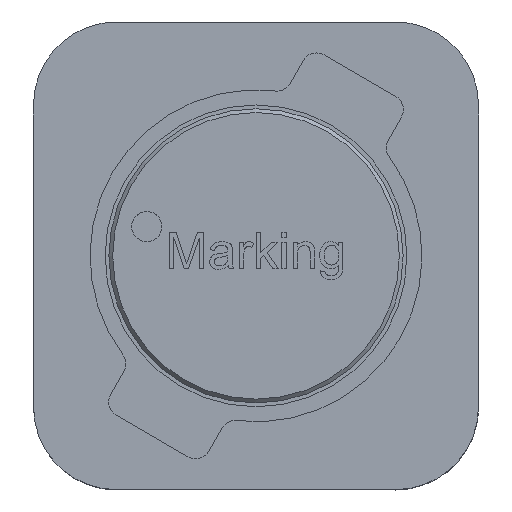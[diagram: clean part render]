
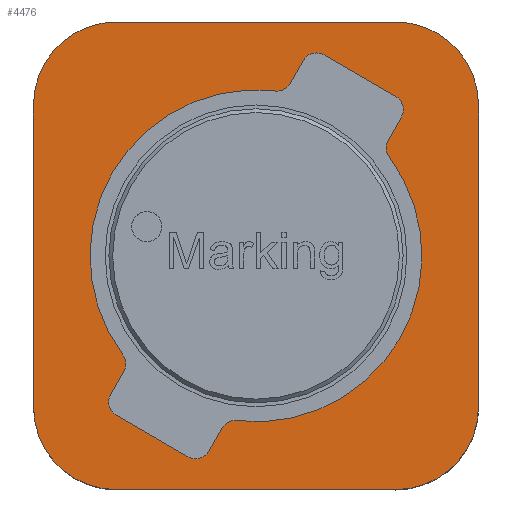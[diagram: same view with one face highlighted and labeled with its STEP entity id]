
A CAD part, top view. The second image highlights one B-rep face of the part: STEP entity #4476.
In plain terms, the highlighted planar face has unit normal (0, 0, 1).
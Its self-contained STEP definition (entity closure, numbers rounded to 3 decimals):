
#360=CIRCLE('',#5442,2.2);
#363=CIRCLE('',#5447,2.2);
#371=CIRCLE('',#5458,1.1);
#372=CIRCLE('',#5459,1.1);
#373=CIRCLE('',#5460,1.1);
#374=CIRCLE('',#5461,1.1);
#375=CIRCLE('',#5462,0.2);
#376=CIRCLE('',#5463,0.2);
#377=CIRCLE('',#5464,0.2);
#378=CIRCLE('',#5465,0.2);
#379=CIRCLE('',#5466,0.2);
#380=CIRCLE('',#5467,0.2);
#381=CIRCLE('',#5468,0.2);
#382=CIRCLE('',#5469,0.2);
#1467=ORIENTED_EDGE('',*,*,#2245,.F.);
#1468=ORIENTED_EDGE('',*,*,#2246,.T.);
#1469=ORIENTED_EDGE('',*,*,#2247,.F.);
#1470=ORIENTED_EDGE('',*,*,#2248,.T.);
#1471=ORIENTED_EDGE('',*,*,#2249,.F.);
#1472=ORIENTED_EDGE('',*,*,#2250,.T.);
#1473=ORIENTED_EDGE('',*,*,#2251,.F.);
#1474=ORIENTED_EDGE('',*,*,#2252,.T.);
#1475=ORIENTED_EDGE('',*,*,#2253,.T.);
#1476=ORIENTED_EDGE('',*,*,#2254,.T.);
#1477=ORIENTED_EDGE('',*,*,#2223,.F.);
#1478=ORIENTED_EDGE('',*,*,#2255,.T.);
#1479=ORIENTED_EDGE('',*,*,#2256,.T.);
#1480=ORIENTED_EDGE('',*,*,#2257,.T.);
#1481=ORIENTED_EDGE('',*,*,#2258,.T.);
#1482=ORIENTED_EDGE('',*,*,#2259,.T.);
#1483=ORIENTED_EDGE('',*,*,#2260,.T.);
#1484=ORIENTED_EDGE('',*,*,#2261,.T.);
#1485=ORIENTED_EDGE('',*,*,#2215,.F.);
#1486=ORIENTED_EDGE('',*,*,#2262,.T.);
#1487=ORIENTED_EDGE('',*,*,#2263,.T.);
#1488=ORIENTED_EDGE('',*,*,#2264,.T.);
#1489=ORIENTED_EDGE('',*,*,#2265,.T.);
#1490=ORIENTED_EDGE('',*,*,#2266,.T.);
#2215=EDGE_CURVE('',#2694,#2695,#360,.T.);
#2223=EDGE_CURVE('',#2702,#2698,#363,.T.);
#2245=EDGE_CURVE('',#2724,#2725,#3104,.T.);
#2246=EDGE_CURVE('',#2724,#2726,#371,.F.);
#2247=EDGE_CURVE('',#2727,#2726,#3105,.T.);
#2248=EDGE_CURVE('',#2727,#2728,#372,.F.);
#2249=EDGE_CURVE('',#2729,#2728,#3106,.T.);
#2250=EDGE_CURVE('',#2729,#2730,#373,.F.);
#2251=EDGE_CURVE('',#2731,#2730,#3107,.T.);
#2252=EDGE_CURVE('',#2731,#2725,#374,.F.);
#2253=EDGE_CURVE('',#2732,#2733,#3108,.T.);
#2254=EDGE_CURVE('',#2733,#2698,#375,.F.);
#2255=EDGE_CURVE('',#2702,#2734,#376,.F.);
#2256=EDGE_CURVE('',#2734,#2735,#3109,.T.);
#2257=EDGE_CURVE('',#2735,#2736,#377,.T.);
#2258=EDGE_CURVE('',#2736,#2737,#3110,.T.);
#2259=EDGE_CURVE('',#2737,#2738,#378,.T.);
#2260=EDGE_CURVE('',#2738,#2739,#3111,.T.);
#2261=EDGE_CURVE('',#2739,#2695,#379,.F.);
#2262=EDGE_CURVE('',#2694,#2740,#380,.F.);
#2263=EDGE_CURVE('',#2740,#2741,#3112,.T.);
#2264=EDGE_CURVE('',#2741,#2742,#381,.T.);
#2265=EDGE_CURVE('',#2742,#2743,#3113,.T.);
#2266=EDGE_CURVE('',#2743,#2732,#382,.T.);
#2694=VERTEX_POINT('',#8585);
#2695=VERTEX_POINT('',#8586);
#2698=VERTEX_POINT('',#8594);
#2702=VERTEX_POINT('',#8601);
#2724=VERTEX_POINT('',#8655);
#2725=VERTEX_POINT('',#8656);
#2726=VERTEX_POINT('',#8658);
#2727=VERTEX_POINT('',#8660);
#2728=VERTEX_POINT('',#8662);
#2729=VERTEX_POINT('',#8664);
#2730=VERTEX_POINT('',#8666);
#2731=VERTEX_POINT('',#8668);
#2732=VERTEX_POINT('',#8671);
#2733=VERTEX_POINT('',#8672);
#2734=VERTEX_POINT('',#8675);
#2735=VERTEX_POINT('',#8677);
#2736=VERTEX_POINT('',#8679);
#2737=VERTEX_POINT('',#8681);
#2738=VERTEX_POINT('',#8683);
#2739=VERTEX_POINT('',#8685);
#2740=VERTEX_POINT('',#8688);
#2741=VERTEX_POINT('',#8690);
#2742=VERTEX_POINT('',#8692);
#2743=VERTEX_POINT('',#8694);
#3104=LINE('',#8654,#3491);
#3105=LINE('',#8659,#3492);
#3106=LINE('',#8663,#3493);
#3107=LINE('',#8667,#3494);
#3108=LINE('',#8670,#3495);
#3109=LINE('',#8676,#3496);
#3110=LINE('',#8680,#3497);
#3111=LINE('',#8684,#3498);
#3112=LINE('',#8689,#3499);
#3113=LINE('',#8693,#3500);
#3491=VECTOR('',#6440,1000.);
#3492=VECTOR('',#6443,1000.);
#3493=VECTOR('',#6446,1000.);
#3494=VECTOR('',#6449,1000.);
#3495=VECTOR('',#6452,1000.);
#3496=VECTOR('',#6457,1000.);
#3497=VECTOR('',#6460,1000.);
#3498=VECTOR('',#6463,1000.);
#3499=VECTOR('',#6468,1000.);
#3500=VECTOR('',#6471,1000.);
#3786=EDGE_LOOP('',(#1467,#1468,#1469,#1470,#1471,#1472,#1473,#1474));
#3787=EDGE_LOOP('',(#1475,#1476,#1477,#1478,#1479,#1480,#1481,#1482,#1483,
#1484,#1485,#1486,#1487,#1488,#1489,#1490));
#4064=FACE_BOUND('',#3786,.T.);
#4065=FACE_BOUND('',#3787,.T.);
#4251=PLANE('',#5457);
#4476=ADVANCED_FACE('',(#4064,#4065),#4251,.F.);
#5442=AXIS2_PLACEMENT_3D('',#8584,#6392,#6393);
#5447=AXIS2_PLACEMENT_3D('',#8602,#6406,#6407);
#5457=AXIS2_PLACEMENT_3D('',#8653,#6438,#6439);
#5458=AXIS2_PLACEMENT_3D('',#8657,#6441,#6442);
#5459=AXIS2_PLACEMENT_3D('',#8661,#6444,#6445);
#5460=AXIS2_PLACEMENT_3D('',#8665,#6447,#6448);
#5461=AXIS2_PLACEMENT_3D('',#8669,#6450,#6451);
#5462=AXIS2_PLACEMENT_3D('',#8673,#6453,#6454);
#5463=AXIS2_PLACEMENT_3D('',#8674,#6455,#6456);
#5464=AXIS2_PLACEMENT_3D('',#8678,#6458,#6459);
#5465=AXIS2_PLACEMENT_3D('',#8682,#6461,#6462);
#5466=AXIS2_PLACEMENT_3D('',#8686,#6464,#6465);
#5467=AXIS2_PLACEMENT_3D('',#8687,#6466,#6467);
#5468=AXIS2_PLACEMENT_3D('',#8691,#6469,#6470);
#5469=AXIS2_PLACEMENT_3D('',#8695,#6472,#6473);
#6392=DIRECTION('',(0.,0.,1.));
#6393=DIRECTION('',(1.,0.,0.));
#6406=DIRECTION('',(0.,0.,1.));
#6407=DIRECTION('',(1.,0.,0.));
#6438=DIRECTION('',(0.,0.,-1.));
#6439=DIRECTION('',(-1.,0.,0.));
#6440=DIRECTION('',(1.,0.,0.));
#6441=DIRECTION('',(0.,0.,-1.));
#6442=DIRECTION('',(-1.,0.,0.));
#6443=DIRECTION('',(0.,1.,0.));
#6444=DIRECTION('',(0.,0.,-1.));
#6445=DIRECTION('',(-1.,0.,0.));
#6446=DIRECTION('',(-1.,0.,0.));
#6447=DIRECTION('',(0.,0.,-1.));
#6448=DIRECTION('',(-1.,0.,0.));
#6449=DIRECTION('',(0.,-1.,0.));
#6450=DIRECTION('',(0.,0.,-1.));
#6451=DIRECTION('',(-1.,0.,0.));
#6452=DIRECTION('',(-0.5,-0.866,0.));
#6453=DIRECTION('',(0.,0.,-1.));
#6454=DIRECTION('',(-1.,0.,0.));
#6455=DIRECTION('',(0.,0.,-1.));
#6456=DIRECTION('',(-1.,0.,0.));
#6457=DIRECTION('',(-0.5,-0.866,0.));
#6458=DIRECTION('',(0.,0.,-1.));
#6459=DIRECTION('',(-1.,0.,0.));
#6460=DIRECTION('',(-0.866,0.5,0.));
#6461=DIRECTION('',(0.,0.,-1.));
#6462=DIRECTION('',(-1.,0.,0.));
#6463=DIRECTION('',(0.5,0.866,0.));
#6464=DIRECTION('',(0.,0.,-1.));
#6465=DIRECTION('',(-1.,0.,0.));
#6466=DIRECTION('',(0.,0.,-1.));
#6467=DIRECTION('',(-1.,0.,0.));
#6468=DIRECTION('',(0.5,0.866,0.));
#6469=DIRECTION('',(0.,0.,-1.));
#6470=DIRECTION('',(-1.,0.,0.));
#6471=DIRECTION('',(0.866,-0.5,0.));
#6472=DIRECTION('',(0.,0.,-1.));
#6473=DIRECTION('',(-1.,0.,0.));
#8584=CARTESIAN_POINT('',(0.,0.,2.8));
#8585=CARTESIAN_POINT('',(0.256,2.185,2.8));
#8586=CARTESIAN_POINT('',(-1.764,-1.314,2.8));
#8594=CARTESIAN_POINT('',(1.764,1.314,2.8));
#8601=CARTESIAN_POINT('',(-0.256,-2.185,2.8));
#8602=CARTESIAN_POINT('',(0.,0.,2.8));
#8653=CARTESIAN_POINT('',(0.,0.,2.8));
#8654=CARTESIAN_POINT('',(-2.95,3.1,2.8));
#8655=CARTESIAN_POINT('',(-1.85,3.1,2.8));
#8656=CARTESIAN_POINT('',(1.85,3.1,2.8));
#8657=CARTESIAN_POINT('',(-1.85,2.,2.8));
#8658=CARTESIAN_POINT('',(-2.95,2.,2.8));
#8659=CARTESIAN_POINT('',(-2.95,-3.1,2.8));
#8660=CARTESIAN_POINT('',(-2.95,-2.,2.8));
#8661=CARTESIAN_POINT('',(-1.85,-2.,2.8));
#8662=CARTESIAN_POINT('',(-1.85,-3.1,2.8));
#8663=CARTESIAN_POINT('',(2.95,-3.1,2.8));
#8664=CARTESIAN_POINT('',(1.85,-3.1,2.8));
#8665=CARTESIAN_POINT('',(1.85,-2.,2.8));
#8666=CARTESIAN_POINT('',(2.95,-2.,2.8));
#8667=CARTESIAN_POINT('',(2.95,3.1,2.8));
#8668=CARTESIAN_POINT('',(2.95,2.,2.8));
#8669=CARTESIAN_POINT('',(1.85,2.,2.8));
#8670=CARTESIAN_POINT('',(2.028,2.013,2.8));
#8671=CARTESIAN_POINT('',(1.928,1.839,2.8));
#8672=CARTESIAN_POINT('',(1.752,1.534,2.8));
#8673=CARTESIAN_POINT('',(1.925,1.434,2.8));
#8674=CARTESIAN_POINT('',(-0.279,-2.384,2.8));
#8675=CARTESIAN_POINT('',(-0.452,-2.284,2.8));
#8676=CARTESIAN_POINT('',(2.028,2.013,2.8));
#8677=CARTESIAN_POINT('',(-0.629,-2.589,2.8));
#8678=CARTESIAN_POINT('',(-0.802,-2.489,2.8));
#8679=CARTESIAN_POINT('',(-0.902,-2.663,2.8));
#8680=CARTESIAN_POINT('',(-0.729,-2.763,2.8));
#8681=CARTESIAN_POINT('',(-1.855,-2.113,2.8));
#8682=CARTESIAN_POINT('',(-1.755,-1.939,2.8));
#8683=CARTESIAN_POINT('',(-1.928,-1.839,2.8));
#8684=CARTESIAN_POINT('',(-2.028,-2.013,2.8));
#8685=CARTESIAN_POINT('',(-1.752,-1.534,2.8));
#8686=CARTESIAN_POINT('',(-1.925,-1.434,2.8));
#8687=CARTESIAN_POINT('',(0.279,2.384,2.8));
#8688=CARTESIAN_POINT('',(0.452,2.284,2.8));
#8689=CARTESIAN_POINT('',(-2.028,-2.013,2.8));
#8690=CARTESIAN_POINT('',(0.629,2.589,2.8));
#8691=CARTESIAN_POINT('',(0.802,2.489,2.8));
#8692=CARTESIAN_POINT('',(0.902,2.663,2.8));
#8693=CARTESIAN_POINT('',(0.729,2.763,2.8));
#8694=CARTESIAN_POINT('',(1.855,2.113,2.8));
#8695=CARTESIAN_POINT('',(1.755,1.939,2.8));
